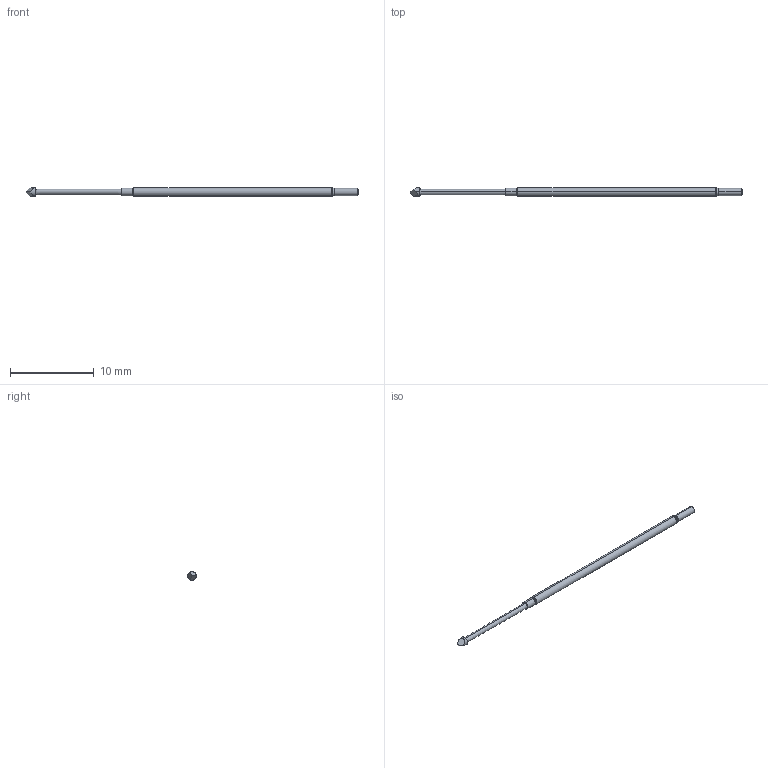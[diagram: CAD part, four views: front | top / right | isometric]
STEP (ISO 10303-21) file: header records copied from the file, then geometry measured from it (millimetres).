
FILE_DESCRIPTION (( 'STEP AP214' ), '1' );
FILE_NAME ('X50-PRP4013_-S.STEP', '2016-04-08T14:30:17', ( 'spare' ), ( '' ), 'SwSTEP 2.0', 'SolidWorks 2016', '' );
FILE_SCHEMA (( 'AUTOMOTIVE_DESIGN' ));
Length unit declared in the file: inch
Products named in the file (1): X50-PRP4013_-S
Bounding box: 39.62 x 1.02 x 1.02 mm (x, y, z)
Volume: 26.2 mm3; surface area: 114 mm2
Topology: 1 solids, 1 shells, 32 faces, 65 edges, 36 vertices
Faces by surface type: cone 10, cylinder 8, torus 8, plane 6
Entity records: 1285 total; most frequent: DIRECTION 162, CARTESIAN_POINT 149, ORIENTED_EDGE 130, AXIS2_PLACEMENT_3D 69, EDGE_CURVE 65, CIRCLE 36, VERTEX_POINT 36, LENGTH_MEASURE_WITH_UNIT 35
